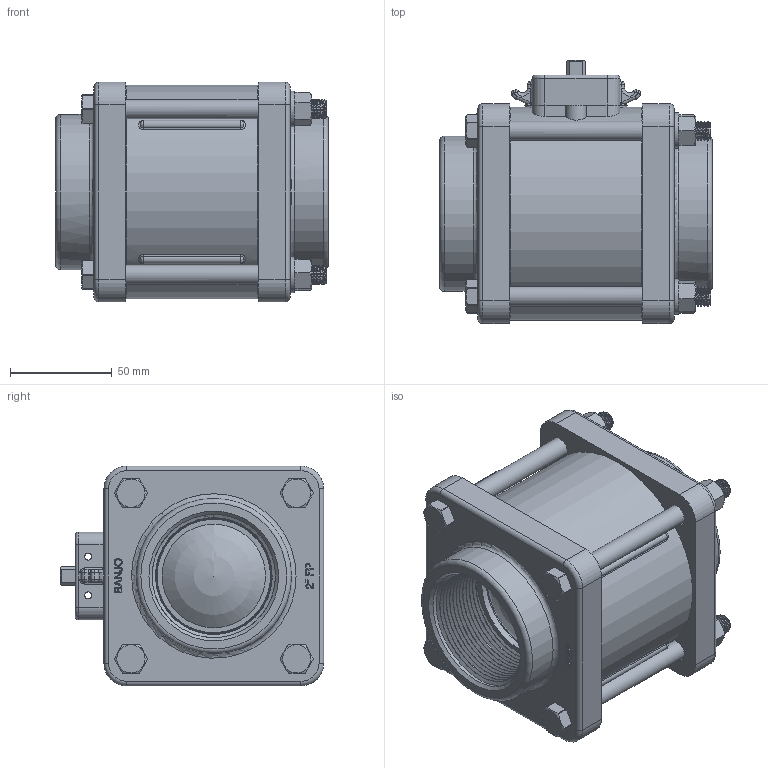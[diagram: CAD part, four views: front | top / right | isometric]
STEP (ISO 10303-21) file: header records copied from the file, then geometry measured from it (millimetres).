
FILE_DESCRIPTION(/* description */ ('EVX 2" NPT FP 2 WAY BOLTED VALVE ONLY'),/* implementation_level */ '2;1');
FILE_NAME(/* name */ 'EVX221X.stp',/* time_stamp */ '2019-09-20T14:58:23-04:00',/* author */ ('CPM'),/* organization */ (''),/* preprocessor_version */ 'ST-DEVELOPER v17.2',/* originating_system */ 'Autodesk Inventor 2019',/* authorisation */ '');
FILE_SCHEMA (('AUTOMOTIVE_DESIGN { 1 0 10303 214 3 1 1 }'));
Length unit declared in the file: inch
Products named in the file (13): EVX221X; MEVX25254A; MEVX25254AX; V25017; V20019; V20018; V25264; VE25258A; VE25255SSH; VE25356A; VX25356; EVP25151; AQ206V
Assembly tree (24 placements, depth 3):
  EVX221X
    MEVX25254A
      MEVX25254AX
    V20018  x4
    V25017  x4
    V20019  x4
    V25264  x2
    VE25258A  x2
    VE25255SSH
    VE25356A  x2
      VX25356
    EVP25151
    AQ206V
Bounding box: 133.86 x 129.37 x 107.95 mm (x, y, z)
Volume: 650054.6 mm3; surface area: 221153.8 mm2
Topology: 22 solids, 22 shells, 1319 faces, 3415 edges, 2198 vertices
Faces by surface type: plane 388, cylinder 386, cone 323, bspline 136, torus 72, sphere 14
Full cylindrical faces by diameter (mm): 3.429 x4, 8.236 x60, 9.525 x60, 11.125 x8, 13.665 x1, 19.177 x2, 19.304 x1, 31.496 x1, 33.02 x1, 50.038 x2, 50.8 x2, 51.943 x2, 64.516 x2, 64.643 x2, 76.2 x2, 83.82 x2, 85.598 x1, 88.9 x2, 96.012 x2, 101.346 x2, 101.6 x2, 104.775 x1
Entity records: 26367 total; most frequent: CARTESIAN_POINT 10729, ORIENTED_EDGE 3232, DIRECTION 3063, EDGE_CURVE 1616, AXIS2_PLACEMENT_3D 1182, VERTEX_POINT 1038, EDGE_LOOP 706, LINE 699
